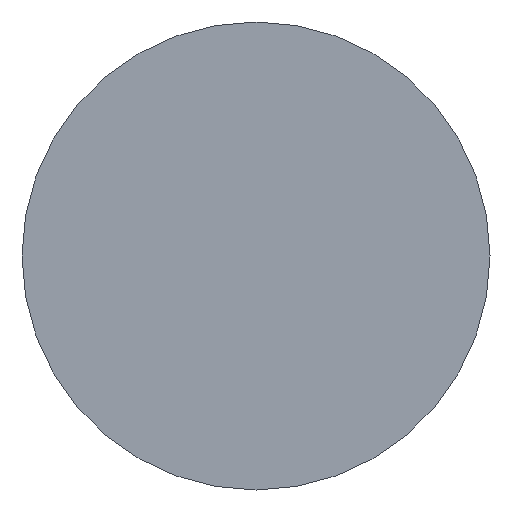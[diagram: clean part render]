
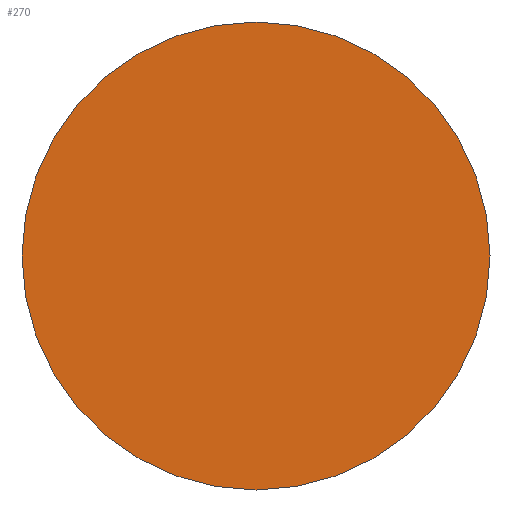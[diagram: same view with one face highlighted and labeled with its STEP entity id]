
A CAD part, left-side view. The second image highlights one B-rep face of the part: STEP entity #270.
In plain terms, the highlighted planar face has unit normal (-1, 0, 0).
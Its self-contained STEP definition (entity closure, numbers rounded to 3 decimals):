
#8 = PLANE ( 'NONE',  #289 ) ;
#11 = EDGE_CURVE ( 'NONE', #166, #439, #285, .T. ) ;
#102 = DIRECTION ( 'NONE',  ( 0., 1., 0. ) ) ;
#166 = VERTEX_POINT ( 'NONE', #452 ) ;
#184 = DIRECTION ( 'NONE',  ( 0., 1., 0. ) ) ;
#186 = ORIENTED_EDGE ( 'NONE', *, *, #404, .F. ) ;
#243 = EDGE_LOOP ( 'NONE', ( #268, #186 ) ) ;
#268 = ORIENTED_EDGE ( 'NONE', *, *, #11, .F. ) ;
#270 = ADVANCED_FACE ( 'NONE', ( #405 ), #8, .F. ) ;
#279 = DIRECTION ( 'NONE',  ( 0., 1., 0. ) ) ;
#285 = CIRCLE ( 'NONE', #444, 0.94 ) ;
#289 = AXIS2_PLACEMENT_3D ( 'NONE', #345, #435, #184 ) ;
#313 = DIRECTION ( 'NONE',  ( 1., 0., 0. ) ) ;
#345 = CARTESIAN_POINT ( 'NONE',  ( 0., 0., 0. ) ) ;
#368 = CARTESIAN_POINT ( 'NONE',  ( 0., 0., 0. ) ) ;
#404 = EDGE_CURVE ( 'NONE', #439, #166, #468, .T. ) ;
#405 = FACE_OUTER_BOUND ( 'NONE', #243, .T. ) ;
#416 = DIRECTION ( 'NONE',  ( 1., 0., 0. ) ) ;
#435 = DIRECTION ( 'NONE',  ( 1., 0., 0. ) ) ;
#439 = VERTEX_POINT ( 'NONE', #481 ) ;
#444 = AXIS2_PLACEMENT_3D ( 'NONE', #368, #416, #279 ) ;
#452 = CARTESIAN_POINT ( 'NONE',  ( 0., 0.94, 0. ) ) ;
#468 = CIRCLE ( 'NONE', #545, 0.94 ) ;
#481 = CARTESIAN_POINT ( 'NONE',  ( 0., -0.94, 0. ) ) ;
#487 = CARTESIAN_POINT ( 'NONE',  ( 0., 0., 0. ) ) ;
#545 = AXIS2_PLACEMENT_3D ( 'NONE', #487, #313, #102 ) ;
